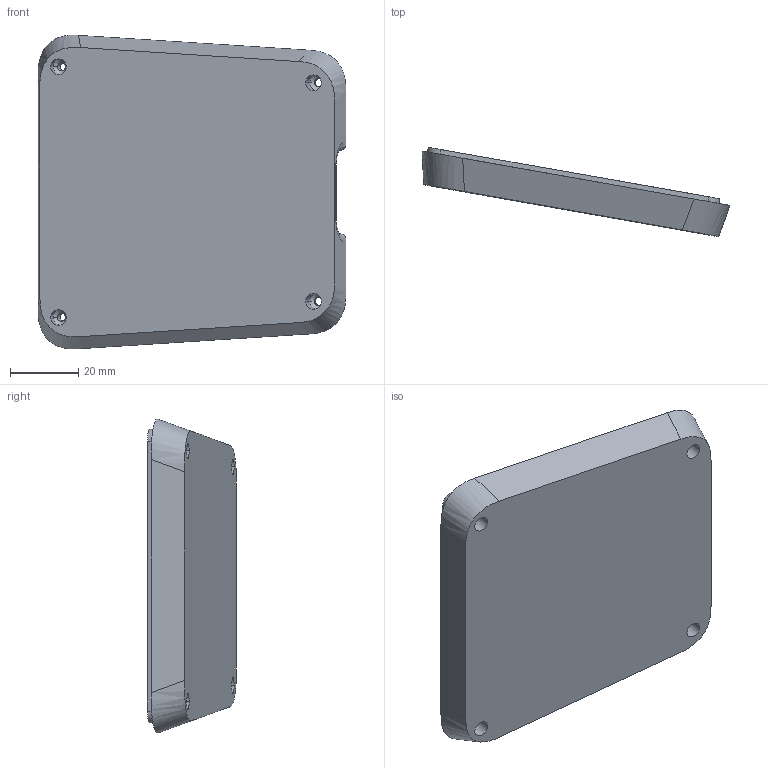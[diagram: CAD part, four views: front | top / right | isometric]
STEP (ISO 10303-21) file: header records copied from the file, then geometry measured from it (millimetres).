
FILE_DESCRIPTION(/* description */ ('STEP AP242','CAx-IF Rec.Pracs.---Representation and Presentation of Product Manufacturing Information (PMI)---4.0---2014-10-13','CAx-IF Rec.Pracs.---3D Tessellated Geometry---0.4---2014-09-14','2;1'),/* implementation_level */ '2;1');
FILE_NAME(/* name */ '67b77c9371ac593ba80ebff8',/* time_stamp */ '2025-02-20T19:03:49Z',/* author */ (''),/* organization */ (''),/* preprocessor_version */ 'ST-DEVELOPER v20',/* originating_system */ 'ONSHAPE BY PTC INC, 1.193',/* authorisation */ ' ');
FILE_SCHEMA (('AP242_MANAGED_MODEL_BASED_3D_ENGINEERING_MIM_LF { 1 0 10303 442 1 1 4 }'));
Length unit declared in the file: metre
Products named in the file (1): Bottom
Bounding box: 90.17 x 26.06 x 91.87 mm (x, y, z)
Volume: 41756.2 mm3; surface area: 20875 mm2
Topology: 1 solids, 1 shells, 150 faces, 395 edges, 249 vertices
Faces by surface type: bspline 150
Entity records: 5761 total; most frequent: CARTESIAN_POINT 2659, ORIENTED_EDGE 790, DIRECTION 433, EDGE_CURVE 395, VERTEX_POINT 249, LINE 167, VECTOR 167, EDGE_LOOP 160
